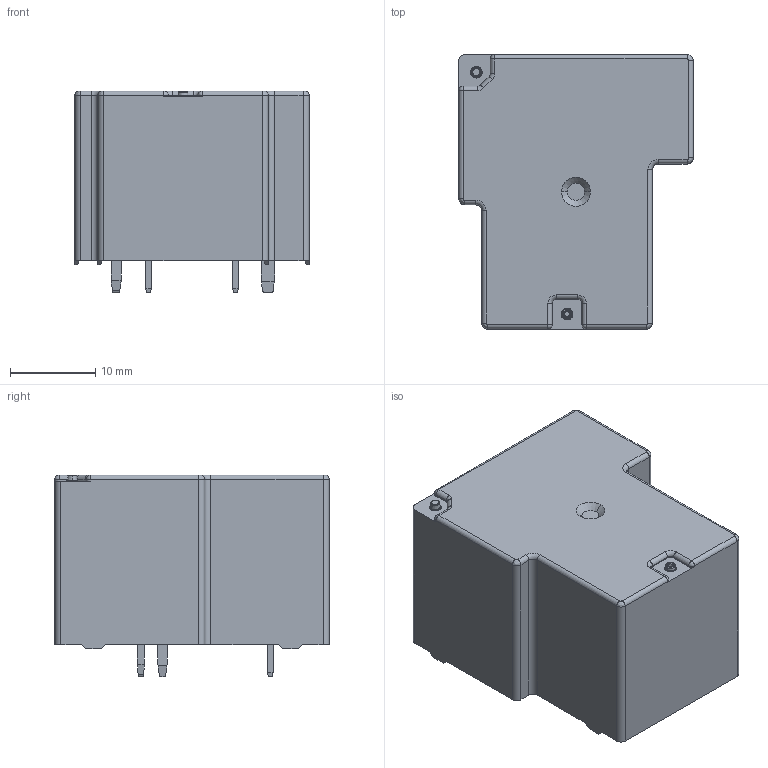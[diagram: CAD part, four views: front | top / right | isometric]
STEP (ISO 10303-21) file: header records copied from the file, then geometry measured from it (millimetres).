
FILE_DESCRIPTION (( 'STEP AP214' ), '1' );
FILE_NAME ('HF165FD-G HF165FD[4].STEP', '2024-08-15T06:21:06', ( '' ), ( '' ), 'SwSTEP 2.0', 'SolidWorks 2021', '' );
FILE_SCHEMA (( 'AUTOMOTIVE_DESIGN' ));
Length unit declared in the file: millimetre
Products named in the file (1): HF165FD-G HF165FD[4]
Bounding box: 27.5 x 32.2 x 23.7 mm (x, y, z)
Volume: 14958 mm3; surface area: 4892.9 mm2
Topology: 1 solids, 3 shells, 474 faces, 1257 edges, 798 vertices
Faces by surface type: plane 204, bspline 122, cylinder 88, torus 30, sphere 18, cone 12
Entity records: 20704 total; most frequent: CARTESIAN_POINT 4584, ORIENTED_EDGE 2478, DIRECTION 1900, EDGE_CURVE 1239, VERTEX_POINT 798, VECTOR 748, LINE 748, AXIS2_PLACEMENT_3D 576
